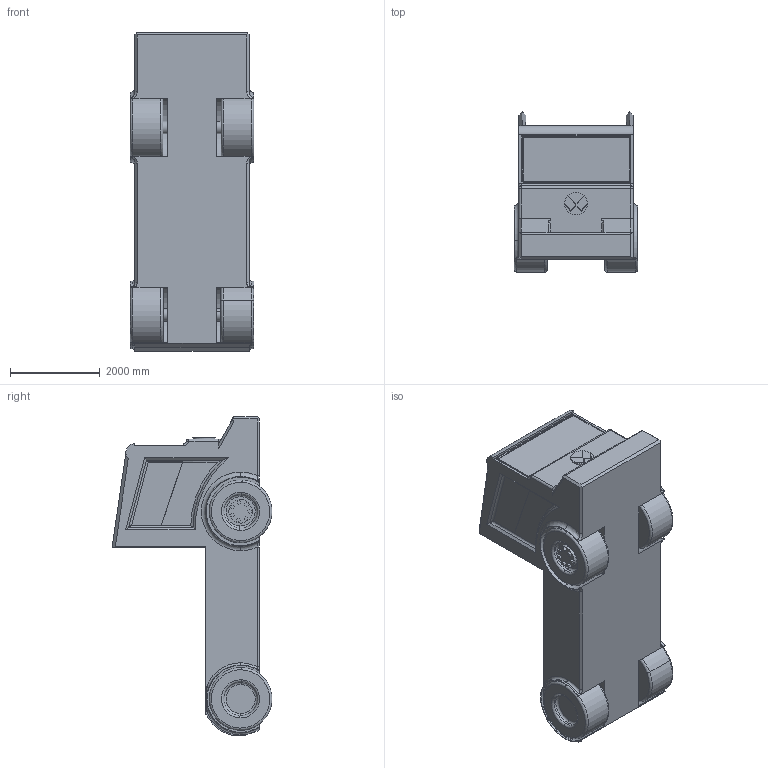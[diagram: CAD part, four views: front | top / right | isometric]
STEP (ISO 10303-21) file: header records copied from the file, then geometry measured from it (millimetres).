
FILE_DESCRIPTION (( 'STEP AP203' ), '1' );
FILE_NAME ('caminhão.STEP', '2024-05-01T21:58:52', ( '' ), ( '' ), 'SwSTEP 2.0', 'SolidWorks 2017', '' );
FILE_SCHEMA (( 'CONFIG_CONTROL_DESIGN' ));
Length unit declared in the file: millimetre
Products named in the file (7): vidrolt; pneuf; caminhão; corpo; vidrolt2; vidro; pneut
Assembly tree (8 placements, depth 2):
  caminhão
    corpo
    vidro
    pneuf  x2
    pneut  x2
    vidrolt
    vidrolt2
Bounding box: 2751 x 3565.27 x 7100 mm (x, y, z)
Volume: 30609098609.5 mm3; surface area: 121959327.9 mm2
Topology: 8 solids, 8 shells, 390 faces, 942 edges, 600 vertices
Faces by surface type: plane 254, cylinder 77, torus 49, bspline 8, cone 2
Entity records: 12346 total; most frequent: CARTESIAN_POINT 4441, ORIENTED_EDGE 1484, DIRECTION 1463, EDGE_CURVE 742, VECTOR 499, LINE 499, AXIS2_PLACEMENT_3D 482, VERTEX_POINT 472
